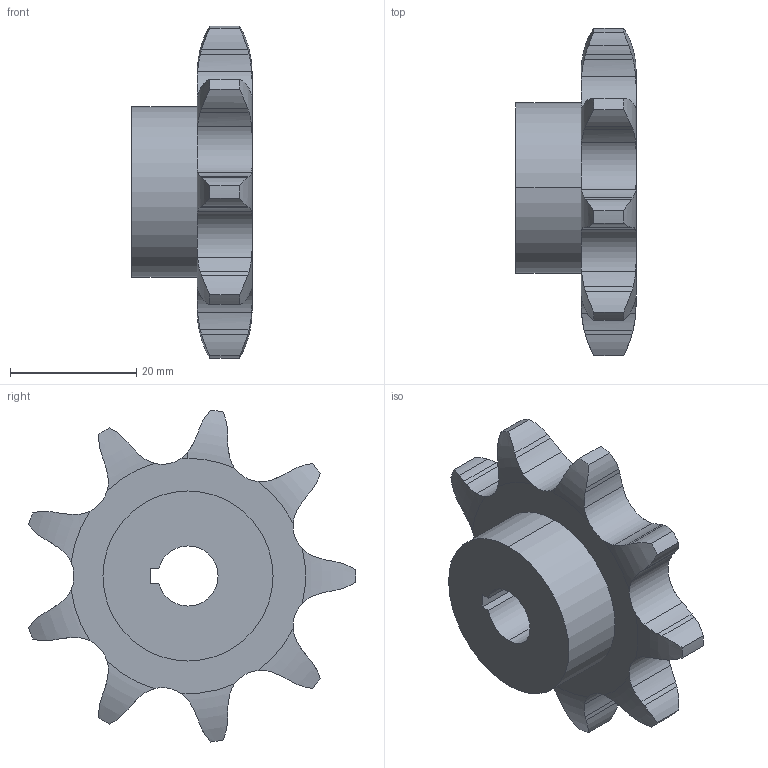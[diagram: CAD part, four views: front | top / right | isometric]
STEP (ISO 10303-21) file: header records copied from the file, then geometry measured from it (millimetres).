
FILE_DESCRIPTION (( 'STEP AP203' ), '1' );
FILE_NAME ('Eccentric Drive Sprocket - 9T.STEP', '2014-11-30T20:59:43', ( '' ), ( '' ), 'SwSTEP 2.0', 'SolidWorks 2014', '' );
FILE_SCHEMA (( 'CONFIG_CONTROL_DESIGN' ));
Length unit declared in the file: inch
Products named in the file (1): Eccentric Drive Sprocket - 9T
Bounding box: 19.05 x 51.86 x 52.65 mm (x, y, z)
Volume: 16635.6 mm3; surface area: 5898.7 mm2
Topology: 1 solids, 1 shells, 107 faces, 312 edges, 208 vertices
Faces by surface type: cylinder 63, plane 24, torus 20
Entity records: 4009 total; most frequent: CARTESIAN_POINT 1322, ORIENTED_EDGE 624, DIRECTION 446, EDGE_CURVE 312, VERTEX_POINT 208, AXIS2_PLACEMENT_3D 178, B_SPLINE_CURVE_WITH_KNOTS 152, EDGE_LOOP 110
